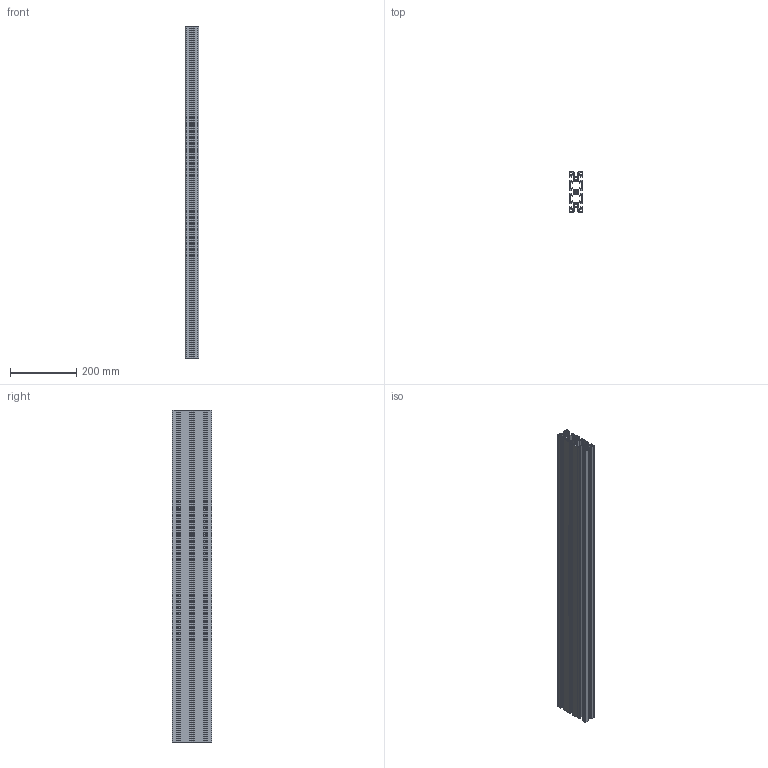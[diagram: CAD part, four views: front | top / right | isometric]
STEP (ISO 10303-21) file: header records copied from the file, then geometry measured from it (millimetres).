
FILE_DESCRIPTION (( 'STEP AP203' ), '1' );
FILE_NAME ('40 x 120 SÝGMA PROFÝL.STEP', '2013-07-30T08:19:57', ( '' ), ( '' ), 'SwSTEP 2.0', 'SolidWorks 2013', '' );
FILE_SCHEMA (( 'CONFIG_CONTROL_DESIGN' ));
Length unit declared in the file: millimetre
Products named in the file (1): 40 x 120 SÝGMA PROFÝL
Bounding box: 40 x 120 x 1000 mm (x, y, z)
Volume: 1393892.5 mm3; surface area: 1134265.6 mm2
Topology: 1 solids, 1 shells, 337 faces, 1005 edges, 670 vertices
Faces by surface type: plane 210, cylinder 127
Entity records: 11446 total; most frequent: CARTESIAN_POINT 2013, ORIENTED_EDGE 2010, DIRECTION 1935, EDGE_CURVE 1005, LINE 751, VECTOR 751, VERTEX_POINT 670, AXIS2_PLACEMENT_3D 592
